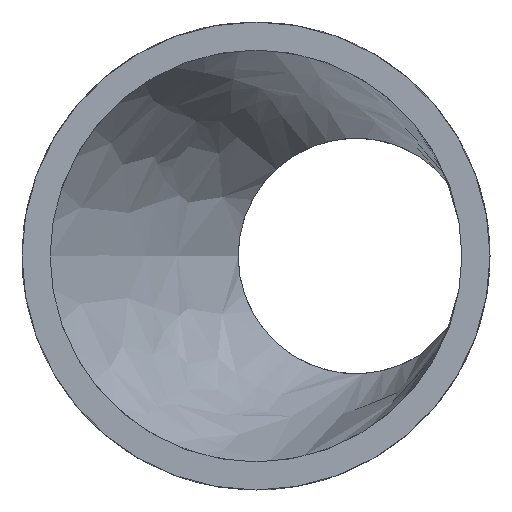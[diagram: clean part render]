
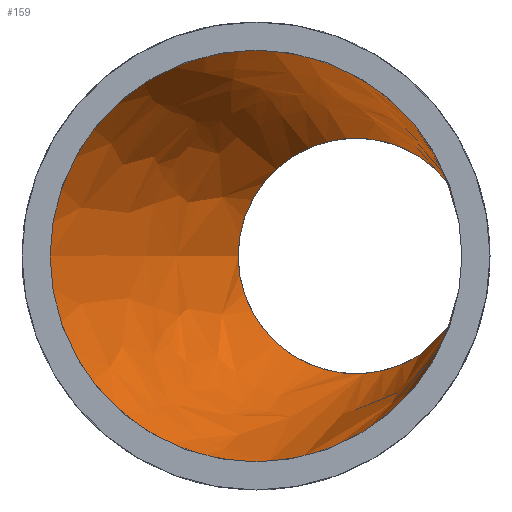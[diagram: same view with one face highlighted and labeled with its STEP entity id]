
A CAD part, left-side view. The second image highlights one B-rep face of the part: STEP entity #159.
In plain terms, the highlighted free-form (B-spline) face has degree [1, 2] with [2, 9] control points.
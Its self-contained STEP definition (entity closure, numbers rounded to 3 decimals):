
#31=CIRCLE('',#187,48.4);
#32=CIRCLE('',#188,48.4);
#33=CIRCLE('',#189,27.7);
#34=CIRCLE('',#190,27.7);
#35=CIRCLE('',#191,27.7);
#36=CIRCLE('',#192,27.7);
#37=CIRCLE('',#193,48.4);
#38=CIRCLE('',#194,48.4);
#45=(
BOUNDED_SURFACE()
B_SPLINE_SURFACE(1,2,((#518,#519,#520,#521,#522,#523,#524,#525,#526),(#527,
#528,#529,#530,#531,#532,#533,#534,#535)),.UNSPECIFIED.,.F.,.T.,.F.)
B_SPLINE_SURFACE_WITH_KNOTS((2,2),(3,2,2,2,3),(-0.268,1.968),
(-3.142,-1.571,0.,1.571,3.142),
 .UNSPECIFIED.)
GEOMETRIC_REPRESENTATION_ITEM()
RATIONAL_B_SPLINE_SURFACE(((1.,0.707,1.,0.707,1.,
0.707,1.,0.707,1.),(1.,0.707,1.,0.707,
1.,0.707,1.,0.707,1.)))
REPRESENTATION_ITEM('')
SURFACE()
);
#48=FACE_OUTER_BOUND('',#57,.T.);
#57=EDGE_LOOP('',(#114,#115,#116,#117,#118,#119,#120,#121,#122,#123));
#70=B_SPLINE_CURVE_WITH_KNOTS('',1,(#542,#543),.UNSPECIFIED.,.F.,.F.,(2,
2),(0.017,1.82),.UNSPECIFIED.);
#74=VERTEX_POINT('',#536);
#75=VERTEX_POINT('',#537);
#76=VERTEX_POINT('',#539);
#77=VERTEX_POINT('',#541);
#78=VERTEX_POINT('',#544);
#79=VERTEX_POINT('',#546);
#80=VERTEX_POINT('',#548);
#81=VERTEX_POINT('',#551);
#91=EDGE_CURVE('',#74,#75,#31,.T.);
#92=EDGE_CURVE('',#75,#76,#32,.T.);
#93=EDGE_CURVE('',#76,#77,#70,.T.);
#94=EDGE_CURVE('',#77,#78,#33,.T.);
#95=EDGE_CURVE('',#78,#79,#34,.T.);
#96=EDGE_CURVE('',#79,#80,#35,.T.);
#97=EDGE_CURVE('',#80,#77,#36,.T.);
#98=EDGE_CURVE('',#76,#81,#37,.T.);
#99=EDGE_CURVE('',#81,#74,#38,.T.);
#114=ORIENTED_EDGE('',*,*,#91,.T.);
#115=ORIENTED_EDGE('',*,*,#92,.T.);
#116=ORIENTED_EDGE('',*,*,#93,.T.);
#117=ORIENTED_EDGE('',*,*,#94,.T.);
#118=ORIENTED_EDGE('',*,*,#95,.T.);
#119=ORIENTED_EDGE('',*,*,#96,.T.);
#120=ORIENTED_EDGE('',*,*,#97,.T.);
#121=ORIENTED_EDGE('',*,*,#93,.F.);
#122=ORIENTED_EDGE('',*,*,#98,.T.);
#123=ORIENTED_EDGE('',*,*,#99,.T.);
#159=ADVANCED_FACE('',(#48),#45,.T.);
#187=AXIS2_PLACEMENT_3D('',#538,#209,#210);
#188=AXIS2_PLACEMENT_3D('',#540,#211,#212);
#189=AXIS2_PLACEMENT_3D('',#545,#213,#214);
#190=AXIS2_PLACEMENT_3D('',#547,#215,#216);
#191=AXIS2_PLACEMENT_3D('',#549,#217,#218);
#192=AXIS2_PLACEMENT_3D('',#550,#219,#220);
#193=AXIS2_PLACEMENT_3D('',#552,#221,#222);
#194=AXIS2_PLACEMENT_3D('',#553,#223,#224);
#209=DIRECTION('center_axis',(-1.,0.,0.));
#210=DIRECTION('ref_axis',(0.,-1.,0.));
#211=DIRECTION('center_axis',(-1.,0.,0.));
#212=DIRECTION('ref_axis',(0.,-1.,0.));
#213=DIRECTION('center_axis',(1.,0.,0.));
#214=DIRECTION('ref_axis',(0.,-1.,0.));
#215=DIRECTION('center_axis',(1.,0.,0.));
#216=DIRECTION('ref_axis',(0.,-1.,0.));
#217=DIRECTION('center_axis',(1.,0.,0.));
#218=DIRECTION('ref_axis',(0.,-1.,0.));
#219=DIRECTION('center_axis',(1.,0.,0.));
#220=DIRECTION('ref_axis',(0.,-1.,0.));
#221=DIRECTION('center_axis',(-1.,0.,0.));
#222=DIRECTION('ref_axis',(0.,-1.,0.));
#223=DIRECTION('center_axis',(-1.,0.,0.));
#224=DIRECTION('ref_axis',(0.,-1.,0.));
#518=CARTESIAN_POINT('Ctrl Pts',(88.024,23.943,-51.572));
#519=CARTESIAN_POINT('Ctrl Pts',(101.,71.9,-51.572));
#520=CARTESIAN_POINT('Ctrl Pts',(101.,71.9,0.));
#521=CARTESIAN_POINT('Ctrl Pts',(101.,71.9,51.572));
#522=CARTESIAN_POINT('Ctrl Pts',(88.024,23.943,51.572));
#523=CARTESIAN_POINT('Ctrl Pts',(75.047,-24.014,51.572));
#524=CARTESIAN_POINT('Ctrl Pts',(75.047,-24.014,0.));
#525=CARTESIAN_POINT('Ctrl Pts',(75.047,-24.014,-51.572));
#526=CARTESIAN_POINT('Ctrl Pts',(88.024,23.943,-51.572));
#527=CARTESIAN_POINT('Ctrl Pts',(189.769,-3.588,-25.939));
#528=CARTESIAN_POINT('Ctrl Pts',(196.296,20.533,-25.939));
#529=CARTESIAN_POINT('Ctrl Pts',(196.296,20.533,0.));
#530=CARTESIAN_POINT('Ctrl Pts',(196.296,20.533,25.939));
#531=CARTESIAN_POINT('Ctrl Pts',(189.769,-3.588,25.939));
#532=CARTESIAN_POINT('Ctrl Pts',(183.242,-27.708,25.939));
#533=CARTESIAN_POINT('Ctrl Pts',(183.242,-27.708,0.));
#534=CARTESIAN_POINT('Ctrl Pts',(183.242,-27.708,-25.939));
#535=CARTESIAN_POINT('Ctrl Pts',(189.769,-3.588,-25.939));
#536=CARTESIAN_POINT('',(101.,-19.133,22.912));
#537=CARTESIAN_POINT('',(101.,71.9,0.));
#538=CARTESIAN_POINT('Origin',(101.,23.5,0.));
#539=CARTESIAN_POINT('',(101.,20.432,-48.303));
#540=CARTESIAN_POINT('Origin',(101.,23.5,0.));
#541=CARTESIAN_POINT('',(183.,-1.756,-27.644));
#542=CARTESIAN_POINT('Ctrl Pts',(101.,20.432,-48.303));
#543=CARTESIAN_POINT('Ctrl Pts',(183.,-1.756,-27.644));
#544=CARTESIAN_POINT('',(183.,27.7,0.));
#545=CARTESIAN_POINT('Origin',(183.,0.,0.));
#546=CARTESIAN_POINT('',(183.,-24.4,13.113));
#547=CARTESIAN_POINT('Origin',(183.,0.,0.));
#548=CARTESIAN_POINT('',(183.,-24.4,-13.113));
#549=CARTESIAN_POINT('Origin',(183.,0.,0.));
#550=CARTESIAN_POINT('Origin',(183.,0.,0.));
#551=CARTESIAN_POINT('',(101.,-19.133,-22.912));
#552=CARTESIAN_POINT('Origin',(101.,23.5,0.));
#553=CARTESIAN_POINT('Origin',(101.,23.5,0.));
